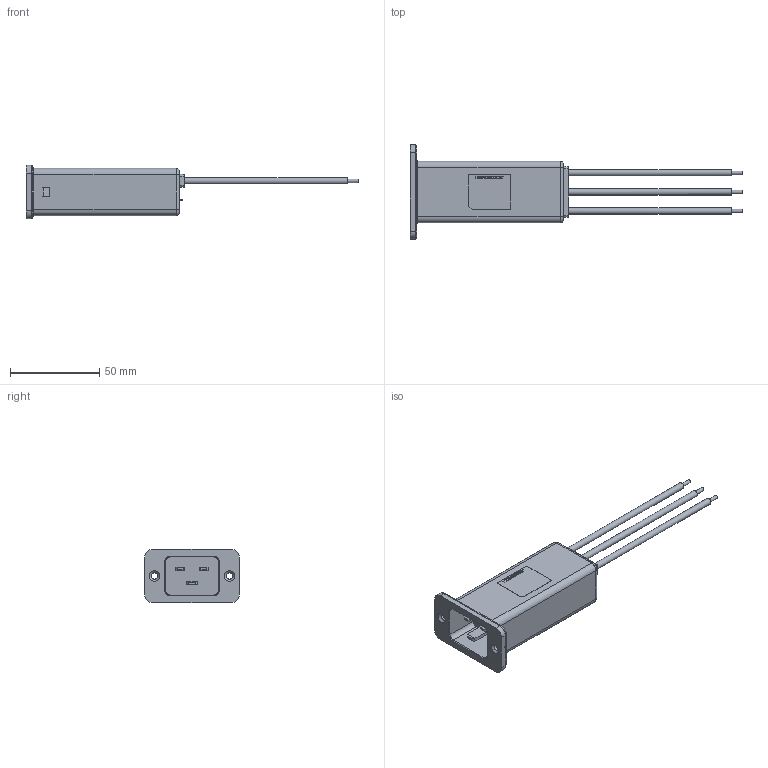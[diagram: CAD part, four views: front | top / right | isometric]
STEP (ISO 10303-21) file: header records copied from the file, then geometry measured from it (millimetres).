
FILE_DESCRIPTION(/* description */ ('naming raw material'),/* implementation_level */ '2;1');
FILE_NAME(/* name */ '193020_IPT_000.ipt.stp',/* time_stamp */ '2018-07-10T13:16:39+07:00',/* author */ ('Eakchai.Yodchai'),/* organization */ ('Schaffner Thailand Ltd.'),/* preprocessor_version */ 'ST-DEVELOPER v16.5',/* originating_system */ 'Autodesk Inventor 2017',/* authorisation */ '');
FILE_SCHEMA (('AUTOMOTIVE_DESIGN { 1 0 10303 214 3 1 1 }'));
Length unit declared in the file: millimetre
Products named in the file (1): 193020_IPT_000
Bounding box: 185.9 x 53 x 30 mm (x, y, z)
Volume: 25532.3 mm3; surface area: 52278.3 mm2
Topology: 1 solids, 5 shells, 967 faces, 2678 edges, 1718 vertices
Faces by surface type: plane 696, cylinder 183, bspline 63, torus 19, cone 6
Full cylindrical faces by diameter (mm): 1.98 x11, 2 x4, 3.5 x5, 3.6 x3, 4.5 x2, 5.9 x2
Entity records: 31918 total; most frequent: CARTESIAN_POINT 6435, ORIENTED_EDGE 5212, DIRECTION 4824, EDGE_CURVE 2604, LINE 2010, VECTOR 2010, VERTEX_POINT 1686, AXIS2_PLACEMENT_3D 1407
